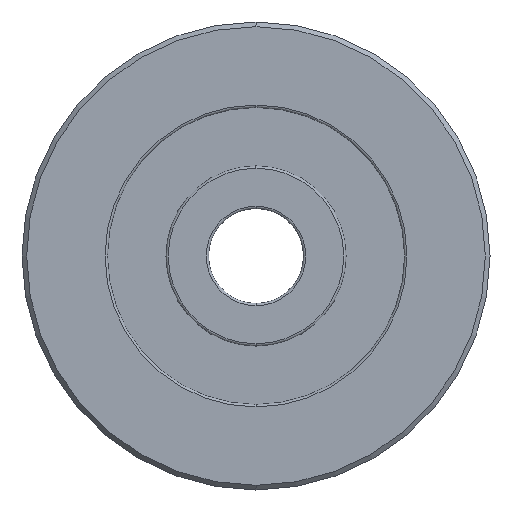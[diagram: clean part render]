
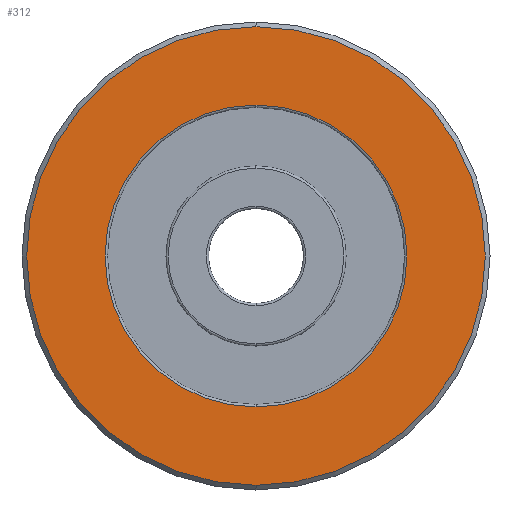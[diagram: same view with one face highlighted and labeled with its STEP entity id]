
A CAD part, left-side view. The second image highlights one B-rep face of the part: STEP entity #312.
In plain terms, the highlighted planar face has unit normal (-1, 0, 0).
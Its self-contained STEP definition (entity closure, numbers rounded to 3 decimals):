
#8 = CARTESIAN_POINT ( 'NONE',  ( -5.5, 0., 0. ) ) ;
#28 = DIRECTION ( 'NONE',  ( -1., 0., 0. ) ) ;
#30 = ORIENTED_EDGE ( 'NONE', *, *, #157, .T. ) ;
#45 = DIRECTION ( 'NONE',  ( 1., 0., 0. ) ) ;
#46 = CARTESIAN_POINT ( 'NONE',  ( -5.5, 0., 0. ) ) ;
#54 = CARTESIAN_POINT ( 'NONE',  ( -5.5, 12.7, 0. ) ) ;
#95 = VERTEX_POINT ( 'NONE', #945 ) ;
#107 = CIRCLE ( 'NONE', #522, 19.6 ) ;
#117 = CARTESIAN_POINT ( 'NONE',  ( -5.5, 0., 12.9 ) ) ;
#157 = EDGE_CURVE ( 'NONE', #95, #693, #940, .T. ) ;
#181 = FACE_BOUND ( 'NONE', #556, .T. ) ;
#182 = AXIS2_PLACEMENT_3D ( 'NONE', #534, #1023, #961 ) ;
#195 = FACE_OUTER_BOUND ( 'NONE', #691, .T. ) ;
#235 = DIRECTION ( 'NONE',  ( 1., 0., 0. ) ) ;
#247 = EDGE_CURVE ( 'NONE', #693, #95, #107, .T. ) ;
#288 = DIRECTION ( 'NONE',  ( 0., 0., -1. ) ) ;
#291 = DIRECTION ( 'NONE',  ( 0., 0., -1. ) ) ;
#312 = ADVANCED_FACE ( 'NONE', ( #181, #195 ), #499, .F. ) ;
#482 = DIRECTION ( 'NONE',  ( 0., 0., -1. ) ) ;
#499 = PLANE ( 'NONE',  #702 ) ;
#522 = AXIS2_PLACEMENT_3D ( 'NONE', #876, #28, #291 ) ;
#534 = CARTESIAN_POINT ( 'NONE',  ( -5.5, 0., 0. ) ) ;
#544 = CARTESIAN_POINT ( 'NONE',  ( -5.5, 0., 19.6 ) ) ;
#556 = EDGE_LOOP ( 'NONE', ( #960, #560 ) ) ;
#560 = ORIENTED_EDGE ( 'NONE', *, *, #892, .T. ) ;
#575 = AXIS2_PLACEMENT_3D ( 'NONE', #8, #941, #288 ) ;
#604 = EDGE_CURVE ( 'NONE', #906, #750, #1066, .T. ) ;
#691 = EDGE_LOOP ( 'NONE', ( #30, #1029 ) ) ;
#693 = VERTEX_POINT ( 'NONE', #544 ) ;
#702 = AXIS2_PLACEMENT_3D ( 'NONE', #54, #45, #482 ) ;
#750 = VERTEX_POINT ( 'NONE', #117 ) ;
#796 = AXIS2_PLACEMENT_3D ( 'NONE', #46, #235, #1063 ) ;
#852 = CIRCLE ( 'NONE', #796, 12.9 ) ;
#876 = CARTESIAN_POINT ( 'NONE',  ( -5.5, 0., 0. ) ) ;
#889 = CARTESIAN_POINT ( 'NONE',  ( -5.5, 0., -12.9 ) ) ;
#892 = EDGE_CURVE ( 'NONE', #750, #906, #852, .T. ) ;
#906 = VERTEX_POINT ( 'NONE', #889 ) ;
#940 = CIRCLE ( 'NONE', #182, 19.6 ) ;
#941 = DIRECTION ( 'NONE',  ( 1., 0., 0. ) ) ;
#945 = CARTESIAN_POINT ( 'NONE',  ( -5.5, 0., -19.6 ) ) ;
#960 = ORIENTED_EDGE ( 'NONE', *, *, #604, .T. ) ;
#961 = DIRECTION ( 'NONE',  ( 0., 0., -1. ) ) ;
#1023 = DIRECTION ( 'NONE',  ( -1., 0., 0. ) ) ;
#1029 = ORIENTED_EDGE ( 'NONE', *, *, #247, .T. ) ;
#1063 = DIRECTION ( 'NONE',  ( 0., 0., -1. ) ) ;
#1066 = CIRCLE ( 'NONE', #575, 12.9 ) ;
